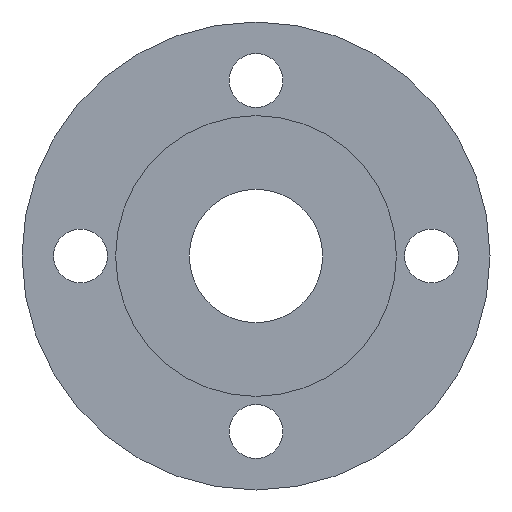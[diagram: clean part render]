
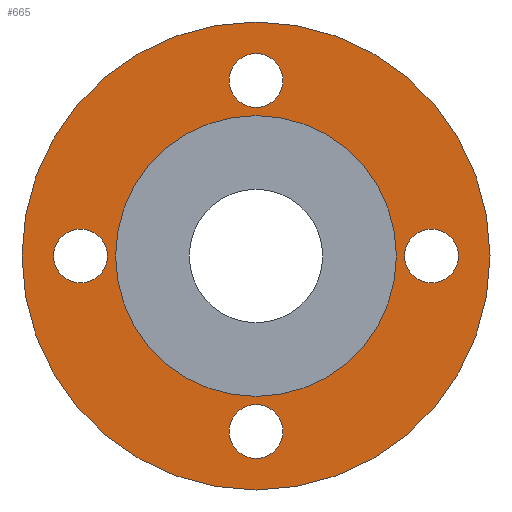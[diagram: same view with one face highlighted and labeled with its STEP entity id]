
A CAD part, front view. The second image highlights one B-rep face of the part: STEP entity #665.
In plain terms, the highlighted planar face has unit normal (0, -1, 0).
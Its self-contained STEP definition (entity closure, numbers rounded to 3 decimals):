
#11 = EDGE_LOOP ( 'NONE', ( #454, #408 ) ) ;
#29 = EDGE_CURVE ( 'NONE', #347, #393, #803, .T. ) ;
#48 = DIRECTION ( 'NONE',  ( 0., 0., -1. ) ) ;
#58 = DIRECTION ( 'NONE',  ( 0., 0., 1. ) ) ;
#74 = EDGE_CURVE ( 'NONE', #148, #399, #158, .T. ) ;
#88 = CIRCLE ( 'NONE', #649, 5.75 ) ;
#96 = VERTEX_POINT ( 'NONE', #272 ) ;
#97 = CARTESIAN_POINT ( 'NONE',  ( 0., 2., -50. ) ) ;
#105 = EDGE_CURVE ( 'NONE', #96, #441, #281, .T. ) ;
#123 = AXIS2_PLACEMENT_3D ( 'NONE', #246, #631, #617 ) ;
#124 = CARTESIAN_POINT ( 'NONE',  ( 0., 2., -43.25 ) ) ;
#130 = DIRECTION ( 'NONE',  ( 0., 0., -1. ) ) ;
#140 = AXIS2_PLACEMENT_3D ( 'NONE', #632, #390, #511 ) ;
#148 = VERTEX_POINT ( 'NONE', #736 ) ;
#151 = AXIS2_PLACEMENT_3D ( 'NONE', #224, #479, #166 ) ;
#152 = AXIS2_PLACEMENT_3D ( 'NONE', #235, #291, #48 ) ;
#156 = AXIS2_PLACEMENT_3D ( 'NONE', #506, #691, #130 ) ;
#157 = EDGE_LOOP ( 'NONE', ( #657, #774 ) ) ;
#158 = CIRCLE ( 'NONE', #275, 5.75 ) ;
#163 = CIRCLE ( 'NONE', #776, 5.75 ) ;
#166 = DIRECTION ( 'NONE',  ( 0., 0., 1. ) ) ;
#168 = FACE_BOUND ( 'NONE', #447, .T. ) ;
#173 = EDGE_CURVE ( 'NONE', #563, #460, #252, .T. ) ;
#182 = DIRECTION ( 'NONE',  ( 0., -1., 0. ) ) ;
#189 = ORIENTED_EDGE ( 'NONE', *, *, #362, .T. ) ;
#193 = PLANE ( 'NONE',  #455 ) ;
#205 = CARTESIAN_POINT ( 'NONE',  ( 37.5, 2., -5.75 ) ) ;
#222 = DIRECTION ( 'NONE',  ( 0., 1., 0. ) ) ;
#224 = CARTESIAN_POINT ( 'NONE',  ( 0., 2., 0. ) ) ;
#226 = DIRECTION ( 'NONE',  ( 0., -1., 0. ) ) ;
#232 = FACE_BOUND ( 'NONE', #331, .T. ) ;
#235 = CARTESIAN_POINT ( 'NONE',  ( 0., 2., -37.5 ) ) ;
#246 = CARTESIAN_POINT ( 'NONE',  ( 37.5, 2., 0. ) ) ;
#252 = CIRCLE ( 'NONE', #648, 5.75 ) ;
#254 = DIRECTION ( 'NONE',  ( 0., 1., 0. ) ) ;
#271 = CIRCLE ( 'NONE', #156, 5.75 ) ;
#272 = CARTESIAN_POINT ( 'NONE',  ( 0., 2., -30. ) ) ;
#275 = AXIS2_PLACEMENT_3D ( 'NONE', #698, #507, #704 ) ;
#277 = ORIENTED_EDGE ( 'NONE', *, *, #724, .F. ) ;
#281 = CIRCLE ( 'NONE', #140, 30. ) ;
#286 = CARTESIAN_POINT ( 'NONE',  ( 0., 2., 0. ) ) ;
#291 = DIRECTION ( 'NONE',  ( 0., -1., 0. ) ) ;
#299 = CARTESIAN_POINT ( 'NONE',  ( 0., 2., -31.75 ) ) ;
#303 = CARTESIAN_POINT ( 'NONE',  ( -37.5, 2., -5.75 ) ) ;
#311 = ORIENTED_EDGE ( 'NONE', *, *, #29, .F. ) ;
#324 = CIRCLE ( 'NONE', #151, 30. ) ;
#327 = CARTESIAN_POINT ( 'NONE',  ( 0., 2., 30. ) ) ;
#328 = DIRECTION ( 'NONE',  ( 0., 0., -1. ) ) ;
#330 = ORIENTED_EDGE ( 'NONE', *, *, #646, .F. ) ;
#331 = EDGE_LOOP ( 'NONE', ( #311, #277 ) ) ;
#332 = CARTESIAN_POINT ( 'NONE',  ( -37.5, 2., 0. ) ) ;
#347 = VERTEX_POINT ( 'NONE', #303 ) ;
#350 = VERTEX_POINT ( 'NONE', #357 ) ;
#357 = CARTESIAN_POINT ( 'NONE',  ( 0., 2., 50. ) ) ;
#362 = EDGE_CURVE ( 'NONE', #441, #96, #324, .T. ) ;
#368 = DIRECTION ( 'NONE',  ( 0., -1., 0. ) ) ;
#380 = EDGE_CURVE ( 'NONE', #460, #563, #758, .T. ) ;
#390 = DIRECTION ( 'NONE',  ( 0., 1., 0. ) ) ;
#393 = VERTEX_POINT ( 'NONE', #734 ) ;
#399 = VERTEX_POINT ( 'NONE', #426 ) ;
#407 = CIRCLE ( 'NONE', #768, 50. ) ;
#408 = ORIENTED_EDGE ( 'NONE', *, *, #689, .F. ) ;
#411 = VERTEX_POINT ( 'NONE', #205 ) ;
#426 = CARTESIAN_POINT ( 'NONE',  ( 0., 2., 31.75 ) ) ;
#438 = DIRECTION ( 'NONE',  ( 0., 0., -1. ) ) ;
#441 = VERTEX_POINT ( 'NONE', #327 ) ;
#443 = DIRECTION ( 'NONE',  ( 0., 0., -1. ) ) ;
#447 = EDGE_LOOP ( 'NONE', ( #189, #539 ) ) ;
#454 = ORIENTED_EDGE ( 'NONE', *, *, #597, .F. ) ;
#455 = AXIS2_PLACEMENT_3D ( 'NONE', #565, #368, #801 ) ;
#460 = VERTEX_POINT ( 'NONE', #124 ) ;
#461 = AXIS2_PLACEMENT_3D ( 'NONE', #332, #523, #328 ) ;
#466 = ORIENTED_EDGE ( 'NONE', *, *, #778, .F. ) ;
#479 = DIRECTION ( 'NONE',  ( 0., 1., 0. ) ) ;
#484 = FACE_BOUND ( 'NONE', #157, .T. ) ;
#506 = CARTESIAN_POINT ( 'NONE',  ( 0., 2., 37.5 ) ) ;
#507 = DIRECTION ( 'NONE',  ( 0., -1., 0. ) ) ;
#511 = DIRECTION ( 'NONE',  ( 0., 0., 1. ) ) ;
#520 = ORIENTED_EDGE ( 'NONE', *, *, #74, .F. ) ;
#521 = AXIS2_PLACEMENT_3D ( 'NONE', #740, #254, #58 ) ;
#523 = DIRECTION ( 'NONE',  ( 0., -1., 0. ) ) ;
#528 = EDGE_LOOP ( 'NONE', ( #466, #330 ) ) ;
#539 = ORIENTED_EDGE ( 'NONE', *, *, #105, .T. ) ;
#545 = FACE_BOUND ( 'NONE', #11, .T. ) ;
#563 = VERTEX_POINT ( 'NONE', #299 ) ;
#565 = CARTESIAN_POINT ( 'NONE',  ( 0., 2., 30. ) ) ;
#597 = EDGE_CURVE ( 'NONE', #411, #701, #163, .T. ) ;
#599 = CARTESIAN_POINT ( 'NONE',  ( 37.5, 2., 0. ) ) ;
#601 = DIRECTION ( 'NONE',  ( 0., 0., -1. ) ) ;
#609 = FACE_OUTER_BOUND ( 'NONE', #528, .T. ) ;
#616 = CIRCLE ( 'NONE', #521, 50. ) ;
#617 = DIRECTION ( 'NONE',  ( 0., 0., -1. ) ) ;
#628 = VERTEX_POINT ( 'NONE', #97 ) ;
#631 = DIRECTION ( 'NONE',  ( 0., -1., 0. ) ) ;
#632 = CARTESIAN_POINT ( 'NONE',  ( 0., 2., 0. ) ) ;
#644 = EDGE_LOOP ( 'NONE', ( #781, #520 ) ) ;
#646 = EDGE_CURVE ( 'NONE', #628, #350, #407, .T. ) ;
#648 = AXIS2_PLACEMENT_3D ( 'NONE', #791, #687, #438 ) ;
#649 = AXIS2_PLACEMENT_3D ( 'NONE', #747, #182, #443 ) ;
#657 = ORIENTED_EDGE ( 'NONE', *, *, #380, .F. ) ;
#665 = ADVANCED_FACE ( 'NONE', ( #545, #671, #232, #484, #168, #609 ), #193, .T. ) ;
#671 = FACE_BOUND ( 'NONE', #644, .T. ) ;
#678 = CARTESIAN_POINT ( 'NONE',  ( 37.5, 2., 5.75 ) ) ;
#685 = CIRCLE ( 'NONE', #123, 5.75 ) ;
#687 = DIRECTION ( 'NONE',  ( 0., -1., 0. ) ) ;
#689 = EDGE_CURVE ( 'NONE', #701, #411, #685, .T. ) ;
#691 = DIRECTION ( 'NONE',  ( 0., -1., 0. ) ) ;
#698 = CARTESIAN_POINT ( 'NONE',  ( 0., 2., 37.5 ) ) ;
#701 = VERTEX_POINT ( 'NONE', #678 ) ;
#704 = DIRECTION ( 'NONE',  ( 0., 0., -1. ) ) ;
#724 = EDGE_CURVE ( 'NONE', #393, #347, #88, .T. ) ;
#729 = DIRECTION ( 'NONE',  ( 0., 0., 1. ) ) ;
#734 = CARTESIAN_POINT ( 'NONE',  ( -37.5, 2., 5.75 ) ) ;
#736 = CARTESIAN_POINT ( 'NONE',  ( 0., 2., 43.25 ) ) ;
#740 = CARTESIAN_POINT ( 'NONE',  ( 0., 2., 0. ) ) ;
#747 = CARTESIAN_POINT ( 'NONE',  ( -37.5, 2., 0. ) ) ;
#758 = CIRCLE ( 'NONE', #152, 5.75 ) ;
#768 = AXIS2_PLACEMENT_3D ( 'NONE', #286, #222, #729 ) ;
#774 = ORIENTED_EDGE ( 'NONE', *, *, #173, .F. ) ;
#776 = AXIS2_PLACEMENT_3D ( 'NONE', #599, #226, #601 ) ;
#778 = EDGE_CURVE ( 'NONE', #350, #628, #616, .T. ) ;
#781 = ORIENTED_EDGE ( 'NONE', *, *, #792, .F. ) ;
#791 = CARTESIAN_POINT ( 'NONE',  ( 0., 2., -37.5 ) ) ;
#792 = EDGE_CURVE ( 'NONE', #399, #148, #271, .T. ) ;
#801 = DIRECTION ( 'NONE',  ( 0., 0., -1. ) ) ;
#803 = CIRCLE ( 'NONE', #461, 5.75 ) ;
